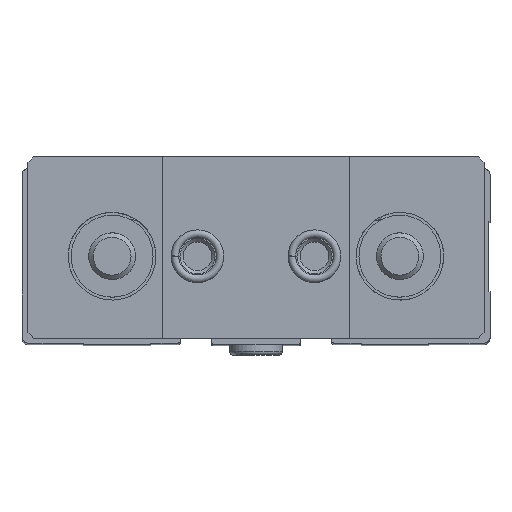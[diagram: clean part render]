
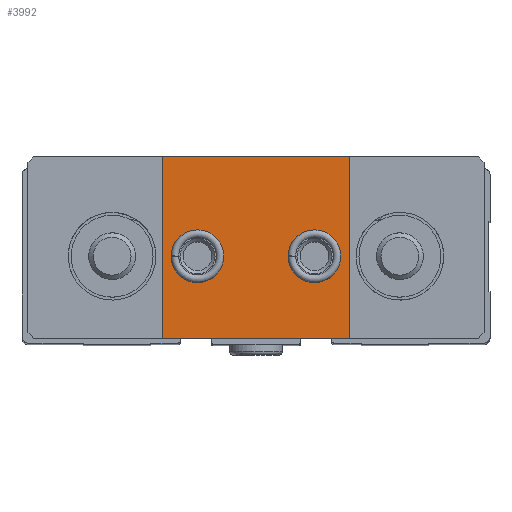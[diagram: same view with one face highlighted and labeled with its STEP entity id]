
A CAD part, top view. The second image highlights one B-rep face of the part: STEP entity #3992.
In plain terms, the highlighted planar face has unit normal (0, 0, 1).
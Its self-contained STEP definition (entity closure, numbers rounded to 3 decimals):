
#445=LINE('',#6734,#701);
#452=LINE('',#6748,#708);
#459=LINE('',#6766,#715);
#460=LINE('',#6767,#716);
#701=VECTOR('',#5496,1000.);
#708=VECTOR('',#5507,1000.);
#715=VECTOR('',#5522,1000.);
#716=VECTOR('',#5523,1000.);
#1476=ORIENTED_EDGE('',*,*,#2160,.F.);
#1477=ORIENTED_EDGE('',*,*,#2161,.F.);
#1478=ORIENTED_EDGE('',*,*,#2153,.T.);
#1479=ORIENTED_EDGE('',*,*,#2162,.T.);
#1480=ORIENTED_EDGE('',*,*,#2146,.T.);
#1481=ORIENTED_EDGE('',*,*,#2163,.T.);
#2146=EDGE_CURVE('',#2575,#2580,#445,.T.);
#2153=EDGE_CURVE('',#2586,#2585,#452,.T.);
#2160=EDGE_CURVE('',#2591,#2591,#2840,.T.);
#2161=EDGE_CURVE('',#2592,#2592,#2841,.T.);
#2162=EDGE_CURVE('',#2585,#2575,#459,.T.);
#2163=EDGE_CURVE('',#2580,#2586,#460,.T.);
#2575=VERTEX_POINT('',#6723);
#2580=VERTEX_POINT('',#6733);
#2585=VERTEX_POINT('',#6747);
#2586=VERTEX_POINT('',#6749);
#2591=VERTEX_POINT('',#6763);
#2592=VERTEX_POINT('',#6765);
#2840=CIRCLE('',#4479,4.5);
#2841=CIRCLE('',#4480,4.5);
#3154=EDGE_LOOP('',(#1476));
#3155=EDGE_LOOP('',(#1477));
#3156=EDGE_LOOP('',(#1478,#1479,#1480,#1481));
#3564=FACE_BOUND('',#3154,.T.);
#3565=FACE_BOUND('',#3155,.T.);
#3566=FACE_BOUND('',#3156,.T.);
#3775=PLANE('',#4478);
#3992=ADVANCED_FACE('',(#3564,#3565,#3566),#3775,.T.);
#4478=AXIS2_PLACEMENT_3D('',#6761,#5516,#5517);
#4479=AXIS2_PLACEMENT_3D('',#6762,#5518,#5519);
#4480=AXIS2_PLACEMENT_3D('',#6764,#5520,#5521);
#5496=DIRECTION('',(-1.,0.,0.));
#5507=DIRECTION('',(1.,0.,0.));
#5516=DIRECTION('',(0.,0.,1.));
#5517=DIRECTION('',(1.,0.,0.));
#5518=DIRECTION('',(0.,0.,1.));
#5519=DIRECTION('',(1.,0.,0.));
#5520=DIRECTION('',(0.,0.,1.));
#5521=DIRECTION('',(1.,0.,0.));
#5522=DIRECTION('',(0.,1.,0.));
#5523=DIRECTION('',(0.,-1.,0.));
#6723=CARTESIAN_POINT('',(16.,17.,22.));
#6733=CARTESIAN_POINT('',(-16.,17.,22.));
#6734=CARTESIAN_POINT('',(39.,17.,22.));
#6747=CARTESIAN_POINT('',(16.,-14.,22.));
#6748=CARTESIAN_POINT('',(-39.,-14.,22.));
#6749=CARTESIAN_POINT('',(-16.,-14.,22.));
#6761=CARTESIAN_POINT('',(0.,0.,22.));
#6762=CARTESIAN_POINT('',(-10.,0.,22.));
#6763=CARTESIAN_POINT('',(-5.5,0.,22.));
#6764=CARTESIAN_POINT('',(10.,0.,22.));
#6765=CARTESIAN_POINT('',(14.5,0.,22.));
#6766=CARTESIAN_POINT('',(16.,0.,22.));
#6767=CARTESIAN_POINT('',(-16.,0.,22.));
